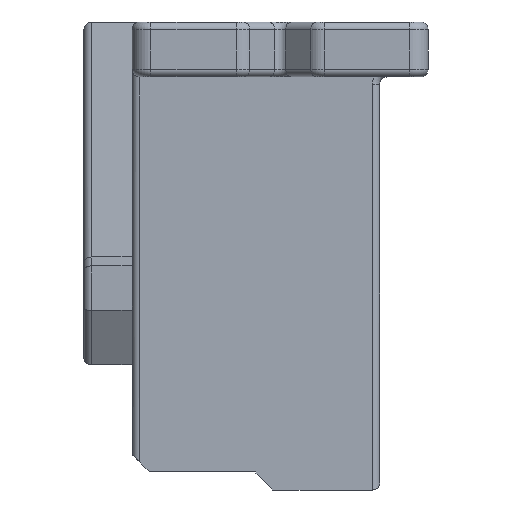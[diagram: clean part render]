
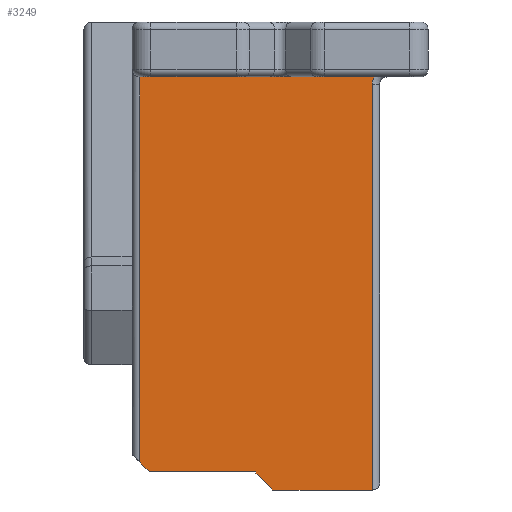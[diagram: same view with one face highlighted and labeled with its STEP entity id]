
A CAD part, left-side view. The second image highlights one B-rep face of the part: STEP entity #3249.
In plain terms, the highlighted planar face has unit normal (-1, 0, 0).
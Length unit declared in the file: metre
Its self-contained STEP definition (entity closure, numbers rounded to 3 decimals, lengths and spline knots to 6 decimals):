
#234=CIRCLE('',#3568,0.00025);
#342=FACE_OUTER_BOUND('',#532,.T.);
#532=EDGE_LOOP('',(#2600,#2601,#2602,#2603,#2604,#2605,#2606,#2607,#2608));
#674=LINE('',#4755,#1024);
#742=LINE('',#4996,#1092);
#804=LINE('',#5230,#1154);
#820=LINE('',#5280,#1170);
#821=LINE('',#5282,#1171);
#822=LINE('',#5284,#1172);
#823=LINE('',#5286,#1173);
#824=LINE('',#5287,#1174);
#1024=VECTOR('',#3763,1.);
#1092=VECTOR('',#4003,1.);
#1154=VECTOR('',#4277,1.);
#1170=VECTOR('',#4309,1.);
#1171=VECTOR('',#4310,1.);
#1172=VECTOR('',#4311,1.);
#1173=VECTOR('',#4312,1.);
#1174=VECTOR('',#4313,1.);
#1372=VERTEX_POINT('',#4752);
#1373=VERTEX_POINT('',#4754);
#1459=VERTEX_POINT('',#4993);
#1460=VERTEX_POINT('',#4995);
#1526=VERTEX_POINT('',#5229);
#1540=VERTEX_POINT('',#5279);
#1541=VERTEX_POINT('',#5281);
#1542=VERTEX_POINT('',#5283);
#1543=VERTEX_POINT('',#5285);
#1681=EDGE_CURVE('',#1372,#1373,#674,.T.);
#1801=EDGE_CURVE('',#1459,#1460,#742,.T.);
#1922=EDGE_CURVE('',#1526,#1460,#804,.T.);
#1940=EDGE_CURVE('',#1459,#1540,#820,.T.);
#1941=EDGE_CURVE('',#1540,#1541,#821,.F.);
#1942=EDGE_CURVE('',#1541,#1542,#822,.T.);
#1943=EDGE_CURVE('',#1542,#1543,#823,.F.);
#1944=EDGE_CURVE('',#1373,#1543,#824,.T.);
#1945=EDGE_CURVE('',#1526,#1372,#234,.T.);
#2600=ORIENTED_EDGE('',*,*,#1801,.F.);
#2601=ORIENTED_EDGE('',*,*,#1940,.T.);
#2602=ORIENTED_EDGE('',*,*,#1941,.T.);
#2603=ORIENTED_EDGE('',*,*,#1942,.T.);
#2604=ORIENTED_EDGE('',*,*,#1943,.T.);
#2605=ORIENTED_EDGE('',*,*,#1944,.F.);
#2606=ORIENTED_EDGE('',*,*,#1681,.F.);
#2607=ORIENTED_EDGE('',*,*,#1945,.F.);
#2608=ORIENTED_EDGE('',*,*,#1922,.T.);
#3069=PLANE('',#3567);
#3249=ADVANCED_FACE('',(#342),#3069,.T.);
#3567=AXIS2_PLACEMENT_3D('',#5278,#4307,#4308);
#3568=AXIS2_PLACEMENT_3D('',#5288,#4314,#4315);
#3763=DIRECTION('',(0.,0.,-1.));
#4003=DIRECTION('',(0.,0.,1.));
#4277=DIRECTION('',(0.,1.,0.));
#4307=DIRECTION('center_axis',(-1.,0.,0.));
#4308=DIRECTION('ref_axis',(0.,-1.,0.));
#4309=DIRECTION('',(0.,-0.707,-0.707));
#4310=DIRECTION('',(0.,1.,0.));
#4311=DIRECTION('',(0.,0.,-1.));
#4312=DIRECTION('',(0.,0.707,0.707));
#4313=DIRECTION('',(0.,1.,0.));
#4314=DIRECTION('center_axis',(-1.,0.,0.));
#4315=DIRECTION('ref_axis',(0.,0.707,0.707));
#4752=CARTESIAN_POINT('',(-0.007749,-0.000985,0.006715));
#4754=CARTESIAN_POINT('',(-0.007749,-0.000985,0.));
#4755=CARTESIAN_POINT('',(-0.007749,-0.000985,0.));
#4993=CARTESIAN_POINT('',(-0.007749,0.002865,0.000465));
#4995=CARTESIAN_POINT('',(-0.007749,0.002865,0.00684));
#4996=CARTESIAN_POINT('',(-0.007749,0.002865,0.));
#5229=CARTESIAN_POINT('',(-0.007749,-0.001019,0.00684));
#5230=CARTESIAN_POINT('',(-0.007749,0.00094,0.00684));
#5278=CARTESIAN_POINT('Origin',(-0.007749,0.00094,
0.));
#5279=CARTESIAN_POINT('',(-0.007749,0.00271,0.00031));
#5280=CARTESIAN_POINT('',(-0.007749,0.00226,-0.00014));
#5281=CARTESIAN_POINT('',(-0.007749,0.00094,0.00031));
#5282=CARTESIAN_POINT('',(-0.007749,0.00047,0.00031));
#5283=CARTESIAN_POINT('',(-0.007749,0.00094,0.00028));
#5284=CARTESIAN_POINT('',(-0.007749,0.00094,0.));
#5285=CARTESIAN_POINT('',(-0.007749,0.00066,0.));
#5286=CARTESIAN_POINT('',(-0.007749,0.0008,0.00014));
#5287=CARTESIAN_POINT('',(-0.007749,0.00047,0.));
#5288=CARTESIAN_POINT('Origin',(-0.007749,-0.001235,
0.006715));
